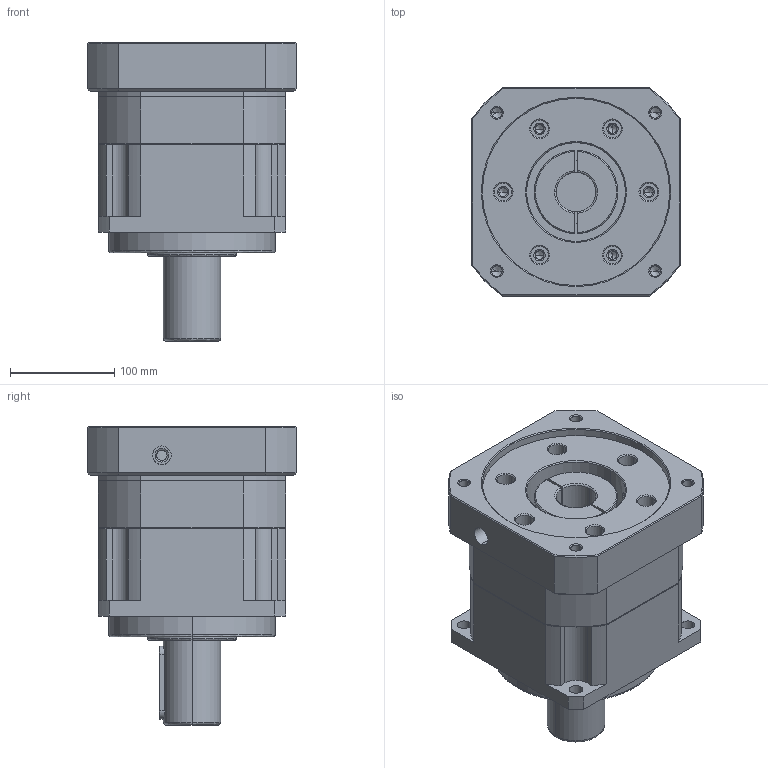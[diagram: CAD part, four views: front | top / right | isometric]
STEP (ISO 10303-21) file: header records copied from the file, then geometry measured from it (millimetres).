
FILE_DESCRIPTION (( 'STEP AP203' ), '1' );
FILE_NAME ('SB180-L1-180-215M12.STEP', '2021-12-18T06:18:47', ( 'admin' ), ( '' ), 'SwSTEP 2.0', 'SolidWorks 2013', '' );
FILE_SCHEMA (( 'CONFIG_CONTROL_DESIGN' ));
Length unit declared in the file: millimetre
Products named in the file (4): SB180-180-215M12; SB180-L1-180-215M12; SB180_X2_8F9351FA7AEF_X0_; SB180_X2_58F34F537AEF_X0_-38
Assembly tree (3 placements, depth 2):
  SB180-L1-180-215M12
    SB180_X2_8F9351FA7AEF_X0_
    SB180_X2_58F34F537AEF_X0_-38
    SB180-180-215M12
Bounding box: 200 x 200 x 287 mm (x, y, z)
Volume: 5831822.9 mm3; surface area: 405523.4 mm2
Topology: 3 solids, 3 shells, 347 faces, 831 edges, 497 vertices
Faces by surface type: cylinder 143, cone 103, plane 92, bspline 9
Entity records: 11104 total; most frequent: CARTESIAN_POINT 2626, DIRECTION 1774, ORIENTED_EDGE 1618, EDGE_CURVE 809, AXIS2_PLACEMENT_3D 705, VERTEX_POINT 497, EDGE_LOOP 410, VECTOR 364
